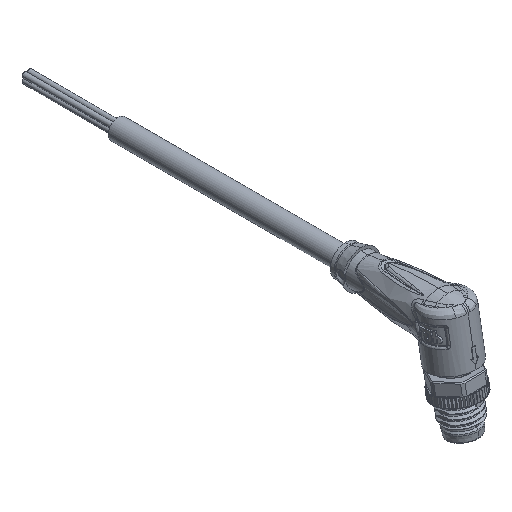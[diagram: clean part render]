
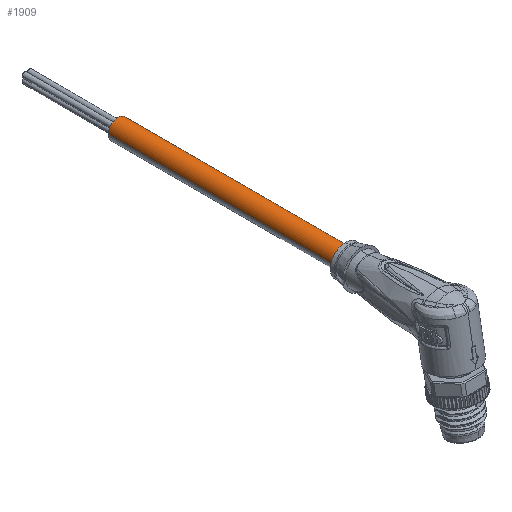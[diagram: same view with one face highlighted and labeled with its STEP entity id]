
A CAD part, isometric view. The second image highlights one B-rep face of the part: STEP entity #1909.
In plain terms, the highlighted cylindrical face has radius 2.15 mm (diameter 4.3 mm), a partial arc.
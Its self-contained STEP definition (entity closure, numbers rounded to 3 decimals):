
#1909=ADVANCED_FACE('',(#5398),#5399,.T.);
#5398=FACE_OUTER_BOUND('',#10265,.T.);
#5399=CYLINDRICAL_SURFACE('',#10266,2.15);
#10265=EDGE_LOOP('',(#29756,#29757,#29758,#29759));
#10266=AXIS2_PLACEMENT_3D('',#29760,#29761,#29762);
#29756=ORIENTED_EDGE('',*,*,#38486,.T.);
#29757=ORIENTED_EDGE('',*,*,#38491,.F.);
#29758=ORIENTED_EDGE('',*,*,#38488,.T.);
#29759=ORIENTED_EDGE('',*,*,#38492,.F.);
#29760=CARTESIAN_POINT('',(0.0,47.5,0.0));
#29761=DIRECTION('',(-0.0,1.0,0.0));
#29762=DIRECTION('',(1.0,0.0,0.0));
#38486=EDGE_CURVE('',#40956,#40957,#40958,.T.);
#38488=EDGE_CURVE('',#40961,#40959,#40962,.T.);
#38491=EDGE_CURVE('',#40961,#40957,#40965,.T.);
#38492=EDGE_CURVE('',#40956,#40959,#40966,.T.);
#40956=VERTEX_POINT('',#44394);
#40957=VERTEX_POINT('',#44395);
#40958=LINE('',#44396,#44397);
#40959=VERTEX_POINT('',#44398);
#40961=VERTEX_POINT('',#44400);
#40962=LINE('',#44401,#44402);
#40965=CIRCLE('',#44405,2.15);
#40966=CIRCLE('',#44406,2.15);
#44394=CARTESIAN_POINT('',(2.15,22.5,0.0));
#44395=CARTESIAN_POINT('',(2.15,72.5,0.0));
#44396=CARTESIAN_POINT('',(2.15,47.5,0.));
#44397=VECTOR('',#54165,1.0);
#44398=CARTESIAN_POINT('',(-2.15,22.5,0.));
#44400=CARTESIAN_POINT('',(-2.15,72.5,0.));
#44401=CARTESIAN_POINT('',(-2.15,47.5,0.));
#44402=VECTOR('',#54169,1.0);
#44405=AXIS2_PLACEMENT_3D('',#54173,#54174,#54175);
#44406=AXIS2_PLACEMENT_3D('',#54176,#54177,#54178);
#54165=DIRECTION('',(0.0,1.0,0.0));
#54169=DIRECTION('',(-0.0,-1.0,-0.0));
#54173=CARTESIAN_POINT('',(0.0,72.5,0.0));
#54174=DIRECTION('',(-0.0,1.0,0.0));
#54175=DIRECTION('',(1.0,0.0,0.0));
#54176=CARTESIAN_POINT('',(0.0,22.5,0.0));
#54177=DIRECTION('',(0.0,-1.0,0.0));
#54178=DIRECTION('',(1.0,0.0,0.0));
